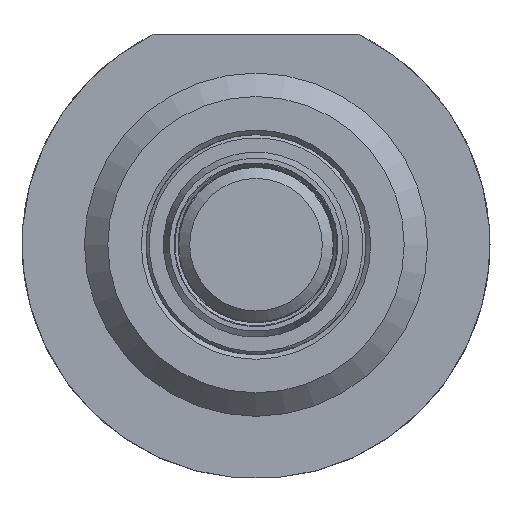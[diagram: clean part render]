
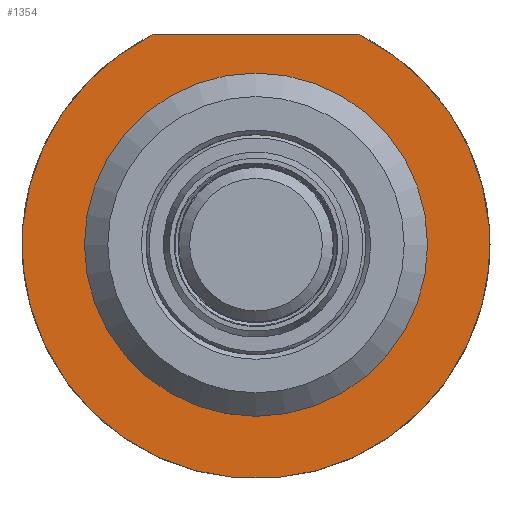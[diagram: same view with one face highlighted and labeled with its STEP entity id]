
A CAD part, front view. The second image highlights one B-rep face of the part: STEP entity #1354.
In plain terms, the highlighted planar face has unit normal (0, -1, 0).
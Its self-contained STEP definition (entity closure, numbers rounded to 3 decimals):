
#1053=CARTESIAN_POINT('',(-6.538,-57.,13.5));
#1054=VERTEX_POINT('',#1053);
#1055=CARTESIAN_POINT('',(6.538,-57.,13.5));
#1056=VERTEX_POINT('',#1055);
#1057=CARTESIAN_POINT('',(-6.538,-57.,13.5));
#1058=DIRECTION('',(1.0,0.0,0.0));
#1059=VECTOR('',#1058,13.077);
#1060=LINE('',#1057,#1059);
#1061=EDGE_CURVE('',#1054,#1056,#1060,.T.);
#1309=CARTESIAN_POINT('',(0.,-57.,11.));
#1310=VERTEX_POINT('',#1309);
#1311=CARTESIAN_POINT('',(0.,-57.,0.));
#1312=DIRECTION('',(0.0,1.0,0.0));
#1313=DIRECTION('',(0.0,0.0,1.0));
#1314=AXIS2_PLACEMENT_3D('',#1311,#1312,#1313);
#1315=CIRCLE('',#1314,11.0);
#1316=EDGE_CURVE('',#1310,#1310,#1315,.T.);
#1329=CARTESIAN_POINT('',(0.,-57.,0.));
#1330=DIRECTION('',(0.0,1.0,0.0));
#1331=DIRECTION('',(-0.436,0.0,0.9));
#1332=AXIS2_PLACEMENT_3D('',#1329,#1330,#1331);
#1333=CIRCLE('',#1332,15.);
#1334=EDGE_CURVE('',#1056,#1054,#1333,.T.);
#1342=CARTESIAN_POINT('',(0.,-57.,1.083));
#1343=DIRECTION('',(0.0,-1.0,0.0));
#1344=DIRECTION('',(0.0,0.0,-1.0));
#1345=AXIS2_PLACEMENT_3D('',#1342,#1343,#1344);
#1346=PLANE('',#1345);
#1347=ORIENTED_EDGE('',*,*,#1061,.F.);
#1348=ORIENTED_EDGE('',*,*,#1334,.F.);
#1349=EDGE_LOOP('',(#1347,#1348));
#1350=FACE_OUTER_BOUND('',#1349,.T.);
#1351=ORIENTED_EDGE('',*,*,#1316,.T.);
#1352=EDGE_LOOP('',(#1351));
#1353=FACE_BOUND('',#1352,.T.);
#1354=ADVANCED_FACE('',(#1350,#1353),#1346,.T.);
